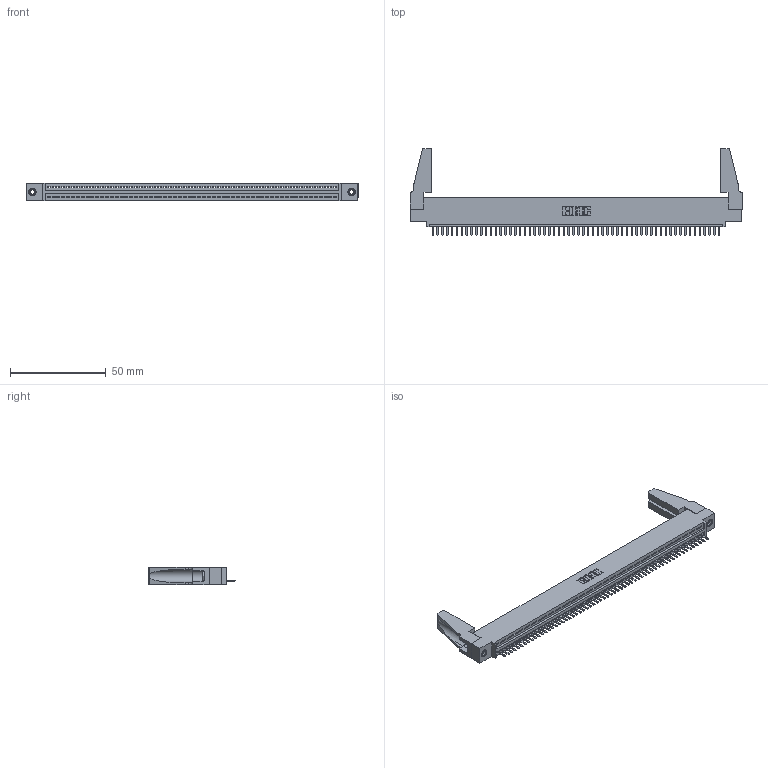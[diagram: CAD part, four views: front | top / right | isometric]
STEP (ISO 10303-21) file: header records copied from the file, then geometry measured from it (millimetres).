
FILE_DESCRIPTION (( 'STEP AP203' ), '1' );
FILE_NAME ('345-060-520-488.STEP', '2019-10-10T21:44:07', ( '' ), ( '' ), 'SwSTEP 2.0', 'SolidWorks 2016', '' );
FILE_SCHEMA (( 'CONFIG_CONTROL_DESIGN' ));
Length unit declared in the file: inch
Products named in the file (5): 345 Part_0.110 Offset - 0.156 Dia-TH; 345-292-001_345-293-120; 345-250-001_345-250-001-102; 345-060-520-488; 345-220-078_345-220-088
Assembly tree (65 placements, depth 2):
  345-060-520-488
    345 Part_0.110 Offset - 0.156 Dia-TH
    345-292-001_345-293-120  x60
    345-250-001_345-250-001-102  x2
    345-220-078_345-220-088  x2
Bounding box: 173.63 x 45.34 x 9.4 mm (x, y, z)
Volume: 19646 mm3; surface area: 24676.6 mm2
Topology: 65 solids, 65 shells, 3974 faces, 11707 edges, 7634 vertices
Faces by surface type: plane 2676, cylinder 1282, cone 12, torus 4
Entity records: 45128 total; most frequent: CARTESIAN_POINT 7818, ORIENTED_EDGE 7760, DIRECTION 6796, EDGE_CURVE 3880, VECTOR 3462, LINE 3462, VERTEX_POINT 2578, AXIS2_PLACEMENT_3D 1667
